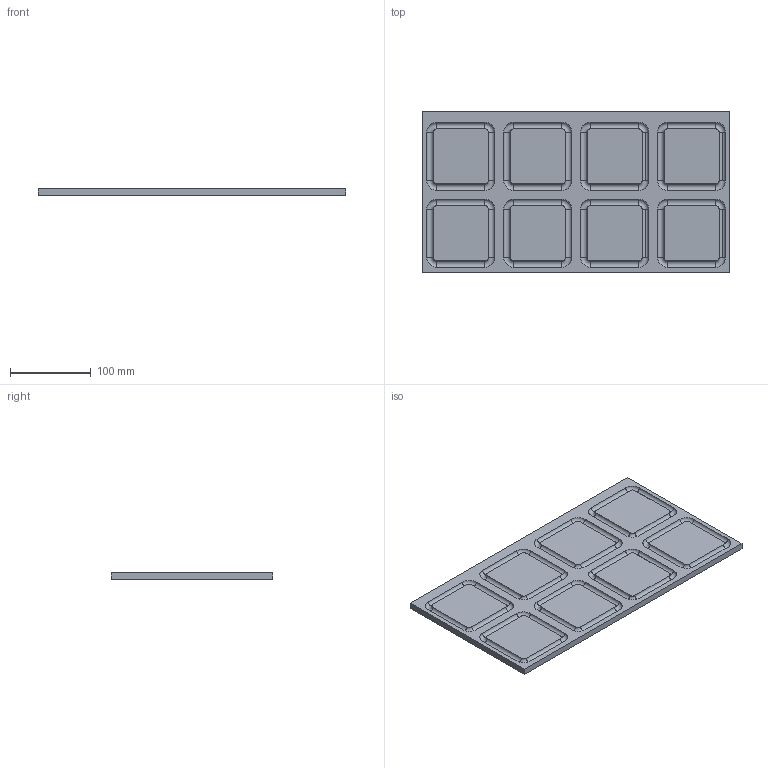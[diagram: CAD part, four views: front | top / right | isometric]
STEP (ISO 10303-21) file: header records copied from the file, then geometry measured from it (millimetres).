
FILE_DESCRIPTION (( 'STEP AP214' ), '1' );
FILE_NAME ('moule.STEP', '2017-10-20T10:23:10', ( 'Alan' ), ( '' ), 'SwSTEP 2.0', 'SolidWorks 2013', '' );
FILE_SCHEMA (( 'AUTOMOTIVE_DESIGN' ));
Length unit declared in the file: millimetre
Products named in the file (1): moule
Bounding box: 380 x 200 x 8 mm (x, y, z)
Volume: 549707.7 mm3; surface area: 171871.1 mm2
Topology: 1 solids, 1 shells, 82 faces, 216 edges, 144 vertices
Faces by surface type: cylinder 36, torus 32, plane 14
Entity records: 2652 total; most frequent: DIRECTION 518, CARTESIAN_POINT 443, ORIENTED_EDGE 432, AXIS2_PLACEMENT_3D 219, EDGE_CURVE 216, VERTEX_POINT 144, CIRCLE 136, EDGE_LOOP 90
